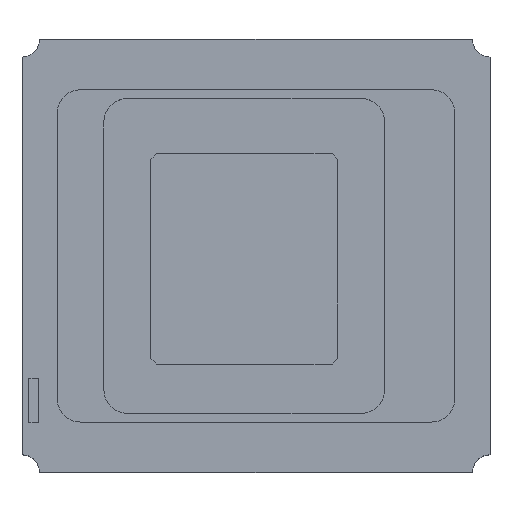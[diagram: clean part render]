
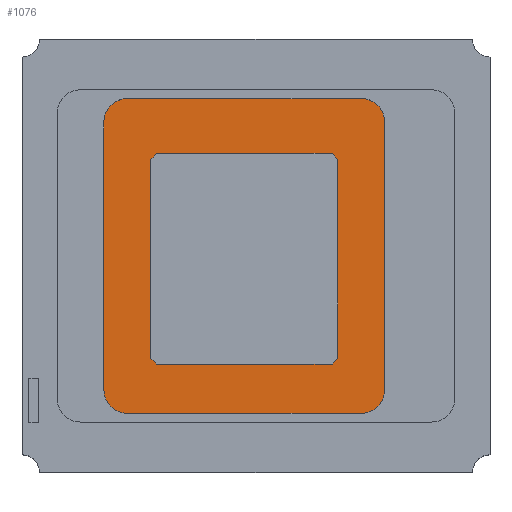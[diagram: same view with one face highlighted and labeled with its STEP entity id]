
A CAD part, top view. The second image highlights one B-rep face of the part: STEP entity #1076.
In plain terms, the highlighted planar face has unit normal (0, 0, 1).
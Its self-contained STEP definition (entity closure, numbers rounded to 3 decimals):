
#1 = AXIS2_PLACEMENT_3D ( 'NONE', #408, #1246, #532 ) ;
#9 = ORIENTED_EDGE ( 'NONE', *, *, #1162, .F. ) ;
#50 = EDGE_CURVE ( 'NONE', #1223, #836, #1272, .T. ) ;
#60 = CARTESIAN_POINT ( 'NONE',  ( 1.1, 0.976, 0.58 ) ) ;
#84 = VERTEX_POINT ( 'NONE', #1489 ) ;
#95 = ORIENTED_EDGE ( 'NONE', *, *, #265, .T. ) ;
#97 = LINE ( 'NONE', #1115, #1312 ) ;
#110 = FACE_OUTER_BOUND ( 'NONE', #171, .T. ) ;
#125 = LINE ( 'NONE', #1356, #1352 ) ;
#137 = ORIENTED_EDGE ( 'NONE', *, *, #1100, .T. ) ;
#142 = VERTEX_POINT ( 'NONE', #1494 ) ;
#164 = VERTEX_POINT ( 'NONE', #1259 ) ;
#166 = LINE ( 'NONE', #1136, #576 ) ;
#167 = VECTOR ( 'NONE', #549, 1000. ) ;
#170 = CARTESIAN_POINT ( 'NONE',  ( 2.9, 0.705, 0.58 ) ) ;
#171 = EDGE_LOOP ( 'NONE', ( #1514, #1488, #1130, #659, #419, #137, #1006, #567 ) ) ;
#186 = CARTESIAN_POINT ( 'NONE',  ( 2.7, 0.976, 0.58 ) ) ;
#190 = CARTESIAN_POINT ( 'NONE',  ( 1.1, 2.726, 0.58 ) ) ;
#220 = DIRECTION ( 'NONE',  ( 0., 0., 1. ) ) ;
#222 = CARTESIAN_POINT ( 'NONE',  ( 1.15, 2.726, 0.58 ) ) ;
#226 = VERTEX_POINT ( 'NONE', #777 ) ;
#235 = EDGE_LOOP ( 'NONE', ( #9, #338, #1370, #1346, #467, #95, #634, #782 ) ) ;
#265 = EDGE_CURVE ( 'NONE', #1401, #84, #166, .T. ) ;
#284 = CARTESIAN_POINT ( 'NONE',  ( 0.7, 3.195, 0.58 ) ) ;
#289 = DIRECTION ( 'NONE',  ( 0., 0., 1. ) ) ;
#306 = CARTESIAN_POINT ( 'NONE',  ( 1.1, 0.926, 0.58 ) ) ;
#338 = ORIENTED_EDGE ( 'NONE', *, *, #1531, .T. ) ;
#347 = CARTESIAN_POINT ( 'NONE',  ( 2.9, 3.195, 0.58 ) ) ;
#408 = CARTESIAN_POINT ( 'NONE',  ( 0.9, 0.705, 0.58 ) ) ;
#418 = EDGE_CURVE ( 'NONE', #638, #1223, #1156, .T. ) ;
#419 = ORIENTED_EDGE ( 'NONE', *, *, #452, .T. ) ;
#445 = VECTOR ( 'NONE', #1014, 1000. ) ;
#452 = EDGE_CURVE ( 'NONE', #836, #1060, #478, .T. ) ;
#465 = CIRCLE ( 'NONE', #653, 0.2 ) ;
#467 = ORIENTED_EDGE ( 'NONE', *, *, #1193, .F. ) ;
#477 = VECTOR ( 'NONE', #1486, 1000. ) ;
#478 = LINE ( 'NONE', #1216, #1394 ) ;
#494 = EDGE_CURVE ( 'NONE', #945, #934, #1038, .T. ) ;
#504 = DIRECTION ( 'NONE',  ( -0.707, 0.707, 0. ) ) ;
#508 = VECTOR ( 'NONE', #504, 1000. ) ;
#532 = DIRECTION ( 'NONE',  ( 1., 0., 0. ) ) ;
#549 = DIRECTION ( 'NONE',  ( 0., -1., 0. ) ) ;
#550 = DIRECTION ( 'NONE',  ( 0.707, -0.707, 0. ) ) ;
#567 = ORIENTED_EDGE ( 'NONE', *, *, #732, .T. ) ;
#576 = VECTOR ( 'NONE', #550, 1000. ) ;
#629 = CARTESIAN_POINT ( 'NONE',  ( 0., 0., 0.58 ) ) ;
#634 = ORIENTED_EDGE ( 'NONE', *, *, #1276, .F. ) ;
#638 = VERTEX_POINT ( 'NONE', #347 ) ;
#641 = VERTEX_POINT ( 'NONE', #809 ) ;
#649 = CARTESIAN_POINT ( 'NONE',  ( 3.1, 0.705, 0.58 ) ) ;
#653 = AXIS2_PLACEMENT_3D ( 'NONE', #674, #1509, #800 ) ;
#659 = ORIENTED_EDGE ( 'NONE', *, *, #50, .T. ) ;
#661 = CARTESIAN_POINT ( 'NONE',  ( 1.1, 2.726, 0.58 ) ) ;
#672 = CARTESIAN_POINT ( 'NONE',  ( 3.1, 2.995, 0.58 ) ) ;
#674 = CARTESIAN_POINT ( 'NONE',  ( 2.9, 2.995, 0.58 ) ) ;
#676 = DIRECTION ( 'NONE',  ( 0., 1., 0. ) ) ;
#683 = CARTESIAN_POINT ( 'NONE',  ( 3.1, 3.195, 0.58 ) ) ;
#702 = FACE_BOUND ( 'NONE', #235, .T. ) ;
#732 = EDGE_CURVE ( 'NONE', #164, #1124, #1479, .T. ) ;
#743 = CARTESIAN_POINT ( 'NONE',  ( 0.7, 2.995, 0.58 ) ) ;
#748 = PLANE ( 'NONE',  #975 ) ;
#777 = CARTESIAN_POINT ( 'NONE',  ( 1.15, 0.926, 0.58 ) ) ;
#782 = ORIENTED_EDGE ( 'NONE', *, *, #892, .T. ) ;
#790 = LINE ( 'NONE', #1454, #508 ) ;
#795 = LINE ( 'NONE', #306, #477 ) ;
#800 = DIRECTION ( 'NONE',  ( 1., 0., 0. ) ) ;
#804 = DIRECTION ( 'NONE',  ( 0., 1., 0. ) ) ;
#806 = AXIS2_PLACEMENT_3D ( 'NONE', #1380, #220, #927 ) ;
#809 = CARTESIAN_POINT ( 'NONE',  ( 2.65, 0.926, 0.58 ) ) ;
#836 = VERTEX_POINT ( 'NONE', #743 ) ;
#870 = EDGE_CURVE ( 'NONE', #945, #1323, #125, .T. ) ;
#878 = VECTOR ( 'NONE', #1055, 1000. ) ;
#879 = DIRECTION ( 'NONE',  ( 0.707, 0.707, 0. ) ) ;
#892 = EDGE_CURVE ( 'NONE', #1140, #641, #97, .T. ) ;
#902 = DIRECTION ( 'NONE',  ( 0., 0., 1. ) ) ;
#903 = LINE ( 'NONE', #683, #1456 ) ;
#927 = DIRECTION ( 'NONE',  ( 1., 0., 0. ) ) ;
#934 = VERTEX_POINT ( 'NONE', #60 ) ;
#940 = CARTESIAN_POINT ( 'NONE',  ( 0.7, 0.505, 0.58 ) ) ;
#945 = VERTEX_POINT ( 'NONE', #1249 ) ;
#972 = DIRECTION ( 'NONE',  ( 0., -1., 0. ) ) ;
#975 = AXIS2_PLACEMENT_3D ( 'NONE', #629, #289, #1113 ) ;
#1004 = DIRECTION ( 'NONE',  ( -1., 0., 0. ) ) ;
#1006 = ORIENTED_EDGE ( 'NONE', *, *, #1353, .T. ) ;
#1008 = EDGE_CURVE ( 'NONE', #1220, #638, #465, .T. ) ;
#1014 = DIRECTION ( 'NONE',  ( -1., 0., 0. ) ) ;
#1038 = LINE ( 'NONE', #661, #167 ) ;
#1055 = DIRECTION ( 'NONE',  ( 1., 0., 0. ) ) ;
#1060 = VERTEX_POINT ( 'NONE', #1464 ) ;
#1076 = ADVANCED_FACE ( 'NONE', ( #110, #702 ), #748, .T. ) ;
#1100 = EDGE_CURVE ( 'NONE', #1060, #142, #1458, .T. ) ;
#1113 = DIRECTION ( 'NONE',  ( 1., 0., 0. ) ) ;
#1114 = AXIS2_PLACEMENT_3D ( 'NONE', #170, #902, #1132 ) ;
#1115 = CARTESIAN_POINT ( 'NONE',  ( 2.7, 0.976, 0.58 ) ) ;
#1121 = DIRECTION ( 'NONE',  ( -0.707, -0.707, 0. ) ) ;
#1124 = VERTEX_POINT ( 'NONE', #649 ) ;
#1130 = ORIENTED_EDGE ( 'NONE', *, *, #418, .T. ) ;
#1132 = DIRECTION ( 'NONE',  ( 1., 0., 0. ) ) ;
#1136 = CARTESIAN_POINT ( 'NONE',  ( 2.65, 2.726, 0.58 ) ) ;
#1140 = VERTEX_POINT ( 'NONE', #186 ) ;
#1156 = LINE ( 'NONE', #284, #1425 ) ;
#1162 = EDGE_CURVE ( 'NONE', #226, #641, #795, .T. ) ;
#1179 = CARTESIAN_POINT ( 'NONE',  ( 2.65, 2.726, 0.58 ) ) ;
#1182 = VECTOR ( 'NONE', #676, 1000. ) ;
#1193 = EDGE_CURVE ( 'NONE', #1401, #1323, #1391, .T. ) ;
#1200 = LINE ( 'NONE', #940, #878 ) ;
#1216 = CARTESIAN_POINT ( 'NONE',  ( 0.7, 3.195, 0.58 ) ) ;
#1220 = VERTEX_POINT ( 'NONE', #672 ) ;
#1223 = VERTEX_POINT ( 'NONE', #1504 ) ;
#1246 = DIRECTION ( 'NONE',  ( 0., 0., 1. ) ) ;
#1249 = CARTESIAN_POINT ( 'NONE',  ( 1.1, 2.676, 0.58 ) ) ;
#1259 = CARTESIAN_POINT ( 'NONE',  ( 2.9, 0.505, 0.58 ) ) ;
#1272 = CIRCLE ( 'NONE', #806, 0.2 ) ;
#1274 = CARTESIAN_POINT ( 'NONE',  ( 2.7, 2.726, 0.58 ) ) ;
#1276 = EDGE_CURVE ( 'NONE', #1140, #84, #1498, .T. ) ;
#1309 = EDGE_CURVE ( 'NONE', #1124, #1220, #903, .T. ) ;
#1312 = VECTOR ( 'NONE', #1121, 1000. ) ;
#1323 = VERTEX_POINT ( 'NONE', #222 ) ;
#1346 = ORIENTED_EDGE ( 'NONE', *, *, #870, .T. ) ;
#1352 = VECTOR ( 'NONE', #879, 1000. ) ;
#1353 = EDGE_CURVE ( 'NONE', #142, #164, #1200, .T. ) ;
#1356 = CARTESIAN_POINT ( 'NONE',  ( 1.1, 2.676, 0.58 ) ) ;
#1370 = ORIENTED_EDGE ( 'NONE', *, *, #494, .F. ) ;
#1380 = CARTESIAN_POINT ( 'NONE',  ( 0.9, 2.995, 0.58 ) ) ;
#1391 = LINE ( 'NONE', #190, #445 ) ;
#1394 = VECTOR ( 'NONE', #972, 1000. ) ;
#1401 = VERTEX_POINT ( 'NONE', #1179 ) ;
#1425 = VECTOR ( 'NONE', #1004, 1000. ) ;
#1454 = CARTESIAN_POINT ( 'NONE',  ( 1.15, 0.926, 0.58 ) ) ;
#1456 = VECTOR ( 'NONE', #804, 1000. ) ;
#1458 = CIRCLE ( 'NONE', #1, 0.2 ) ;
#1464 = CARTESIAN_POINT ( 'NONE',  ( 0.7, 0.705, 0.58 ) ) ;
#1479 = CIRCLE ( 'NONE', #1114, 0.2 ) ;
#1486 = DIRECTION ( 'NONE',  ( 1., 0., 0. ) ) ;
#1488 = ORIENTED_EDGE ( 'NONE', *, *, #1008, .T. ) ;
#1489 = CARTESIAN_POINT ( 'NONE',  ( 2.7, 2.676, 0.58 ) ) ;
#1494 = CARTESIAN_POINT ( 'NONE',  ( 0.9, 0.505, 0.58 ) ) ;
#1498 = LINE ( 'NONE', #1274, #1182 ) ;
#1504 = CARTESIAN_POINT ( 'NONE',  ( 0.9, 3.195, 0.58 ) ) ;
#1509 = DIRECTION ( 'NONE',  ( 0., 0., 1. ) ) ;
#1514 = ORIENTED_EDGE ( 'NONE', *, *, #1309, .T. ) ;
#1531 = EDGE_CURVE ( 'NONE', #226, #934, #790, .T. ) ;
